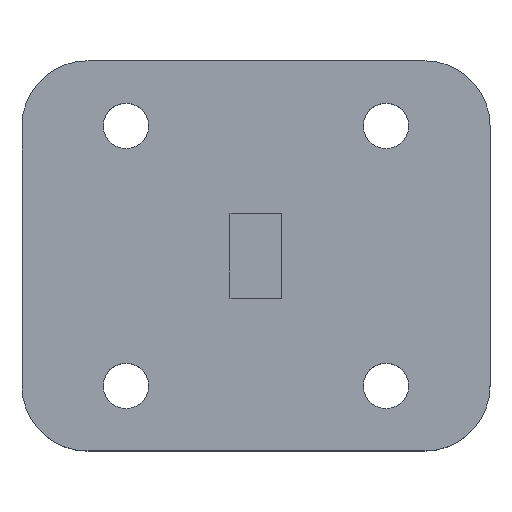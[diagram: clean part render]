
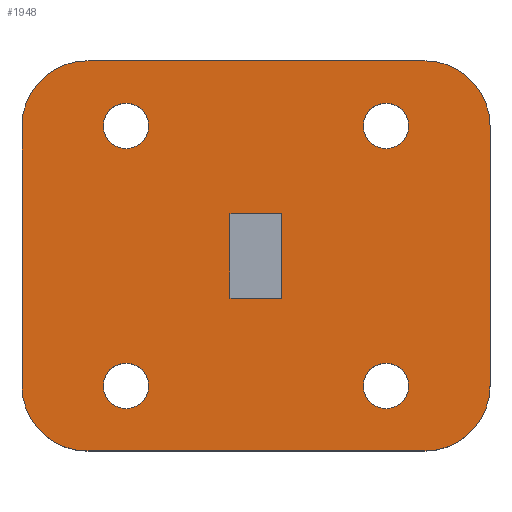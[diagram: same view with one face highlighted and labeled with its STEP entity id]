
A CAD part, top view. The second image highlights one B-rep face of the part: STEP entity #1948.
In plain terms, the highlighted planar face has unit normal (0, 0, 1).
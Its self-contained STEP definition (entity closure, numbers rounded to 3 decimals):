
#97=FACE_BOUND('',#376,.T.);
#98=FACE_BOUND('',#377,.T.);
#99=FACE_BOUND('',#378,.T.);
#100=FACE_BOUND('',#379,.T.);
#101=FACE_BOUND('',#380,.T.);
#132=CIRCLE('',#2099,5.);
#133=CIRCLE('',#2100,5.);
#134=CIRCLE('',#2101,5.);
#135=CIRCLE('',#2102,5.);
#136=CIRCLE('',#2103,1.75);
#137=CIRCLE('',#2104,1.75);
#138=CIRCLE('',#2105,1.75);
#139=CIRCLE('',#2106,1.75);
#245=FACE_OUTER_BOUND('',#375,.T.);
#375=EDGE_LOOP('',(#1429,#1430,#1431,#1432,#1433,#1434,#1435,#1436));
#376=EDGE_LOOP('',(#1437,#1438,#1439,#1440));
#377=EDGE_LOOP('',(#1441));
#378=EDGE_LOOP('',(#1442));
#379=EDGE_LOOP('',(#1443));
#380=EDGE_LOOP('',(#1444));
#494=LINE('',#2959,#659);
#570=LINE('',#3141,#735);
#576=LINE('',#3165,#741);
#577=LINE('',#3171,#742);
#578=LINE('',#3175,#743);
#579=LINE('',#3179,#744);
#580=LINE('',#3182,#745);
#581=LINE('',#3183,#746);
#659=VECTOR('',#2312,10.);
#735=VECTOR('',#2426,10.);
#741=VECTOR('',#2454,10.);
#742=VECTOR('',#2459,10.);
#743=VECTOR('',#2462,10.);
#744=VECTOR('',#2465,10.);
#745=VECTOR('',#2468,10.);
#746=VECTOR('',#2469,10.);
#824=VERTEX_POINT('',#2956);
#825=VERTEX_POINT('',#2958);
#911=VERTEX_POINT('',#3138);
#912=VERTEX_POINT('',#3140);
#920=VERTEX_POINT('',#3167);
#921=VERTEX_POINT('',#3168);
#922=VERTEX_POINT('',#3170);
#923=VERTEX_POINT('',#3172);
#924=VERTEX_POINT('',#3174);
#925=VERTEX_POINT('',#3176);
#926=VERTEX_POINT('',#3178);
#927=VERTEX_POINT('',#3180);
#928=VERTEX_POINT('',#3184);
#929=VERTEX_POINT('',#3186);
#930=VERTEX_POINT('',#3188);
#931=VERTEX_POINT('',#3190);
#1018=EDGE_CURVE('',#825,#824,#494,.T.);
#1109=EDGE_CURVE('',#912,#911,#570,.T.);
#1122=EDGE_CURVE('',#911,#825,#576,.T.);
#1123=EDGE_CURVE('',#920,#921,#132,.T.);
#1124=EDGE_CURVE('',#921,#922,#577,.T.);
#1125=EDGE_CURVE('',#922,#923,#133,.T.);
#1126=EDGE_CURVE('',#923,#924,#578,.T.);
#1127=EDGE_CURVE('',#924,#925,#134,.T.);
#1128=EDGE_CURVE('',#925,#926,#579,.T.);
#1129=EDGE_CURVE('',#926,#927,#135,.T.);
#1130=EDGE_CURVE('',#927,#920,#580,.T.);
#1131=EDGE_CURVE('',#824,#912,#581,.T.);
#1132=EDGE_CURVE('',#928,#928,#136,.T.);
#1133=EDGE_CURVE('',#929,#929,#137,.T.);
#1134=EDGE_CURVE('',#930,#930,#138,.T.);
#1135=EDGE_CURVE('',#931,#931,#139,.T.);
#1429=ORIENTED_EDGE('',*,*,#1123,.T.);
#1430=ORIENTED_EDGE('',*,*,#1124,.T.);
#1431=ORIENTED_EDGE('',*,*,#1125,.T.);
#1432=ORIENTED_EDGE('',*,*,#1126,.T.);
#1433=ORIENTED_EDGE('',*,*,#1127,.T.);
#1434=ORIENTED_EDGE('',*,*,#1128,.T.);
#1435=ORIENTED_EDGE('',*,*,#1129,.T.);
#1436=ORIENTED_EDGE('',*,*,#1130,.T.);
#1437=ORIENTED_EDGE('',*,*,#1131,.T.);
#1438=ORIENTED_EDGE('',*,*,#1109,.T.);
#1439=ORIENTED_EDGE('',*,*,#1122,.T.);
#1440=ORIENTED_EDGE('',*,*,#1018,.T.);
#1441=ORIENTED_EDGE('',*,*,#1132,.T.);
#1442=ORIENTED_EDGE('',*,*,#1133,.T.);
#1443=ORIENTED_EDGE('',*,*,#1134,.T.);
#1444=ORIENTED_EDGE('',*,*,#1135,.T.);
#1897=PLANE('',#2098);
#1948=ADVANCED_FACE('',(#245,#97,#98,#99,#100,#101),#1897,.T.);
#2098=AXIS2_PLACEMENT_3D('',#3166,#2455,#2456);
#2099=AXIS2_PLACEMENT_3D('',#3169,#2457,#2458);
#2100=AXIS2_PLACEMENT_3D('',#3173,#2460,#2461);
#2101=AXIS2_PLACEMENT_3D('',#3177,#2463,#2464);
#2102=AXIS2_PLACEMENT_3D('',#3181,#2466,#2467);
#2103=AXIS2_PLACEMENT_3D('',#3185,#2470,#2471);
#2104=AXIS2_PLACEMENT_3D('',#3187,#2472,#2473);
#2105=AXIS2_PLACEMENT_3D('',#3189,#2474,#2475);
#2106=AXIS2_PLACEMENT_3D('',#3191,#2476,#2477);
#2312=DIRECTION('',(-1.,0.,0.));
#2426=DIRECTION('',(1.,0.,0.));
#2454=DIRECTION('',(0.,-1.,0.));
#2455=DIRECTION('center_axis',(0.,0.,1.));
#2456=DIRECTION('ref_axis',(1.,0.,0.));
#2457=DIRECTION('center_axis',(0.,0.,1.));
#2458=DIRECTION('ref_axis',(0.707,-0.707,0.));
#2459=DIRECTION('',(0.,1.,0.));
#2460=DIRECTION('center_axis',(0.,0.,1.));
#2461=DIRECTION('ref_axis',(0.707,0.707,0.));
#2462=DIRECTION('',(-1.,0.,0.));
#2463=DIRECTION('center_axis',(0.,0.,1.));
#2464=DIRECTION('ref_axis',(-0.707,0.707,0.));
#2465=DIRECTION('',(0.,-1.,0.));
#2466=DIRECTION('center_axis',(0.,0.,1.));
#2467=DIRECTION('ref_axis',(-0.707,-0.707,0.));
#2468=DIRECTION('',(1.,0.,0.));
#2469=DIRECTION('',(0.,1.,0.));
#2470=DIRECTION('center_axis',(0.,0.,-1.));
#2471=DIRECTION('ref_axis',(1.,0.,0.));
#2472=DIRECTION('center_axis',(0.,0.,-1.));
#2473=DIRECTION('ref_axis',(1.,0.,0.));
#2474=DIRECTION('center_axis',(0.,0.,-1.));
#2475=DIRECTION('ref_axis',(1.,0.,0.));
#2476=DIRECTION('center_axis',(0.,0.,-1.));
#2477=DIRECTION('ref_axis',(1.,0.,0.));
#2956=CARTESIAN_POINT('',(-29.392,0.76,5.));
#2958=CARTESIAN_POINT('',(-25.392,0.76,5.));
#2959=CARTESIAN_POINT('',(-27.392,0.76,5.));
#3138=CARTESIAN_POINT('',(-25.392,7.26,5.));
#3140=CARTESIAN_POINT('',(-29.392,7.26,5.));
#3141=CARTESIAN_POINT('',(-27.392,7.26,5.));
#3165=CARTESIAN_POINT('',(-25.392,5.51,5.));
#3166=CARTESIAN_POINT('Origin',(-27.392,4.01,5.));
#3167=CARTESIAN_POINT('',(-14.392,-10.99,5.));
#3168=CARTESIAN_POINT('',(-9.392,-5.99,5.));
#3169=CARTESIAN_POINT('Origin',(-14.392,-5.99,5.));
#3170=CARTESIAN_POINT('',(-9.392,14.01,5.));
#3171=CARTESIAN_POINT('',(-9.392,-3.49,5.));
#3172=CARTESIAN_POINT('',(-14.392,19.01,5.));
#3173=CARTESIAN_POINT('Origin',(-14.392,14.01,5.));
#3174=CARTESIAN_POINT('',(-40.392,19.01,5.));
#3175=CARTESIAN_POINT('',(-18.392,19.01,5.));
#3176=CARTESIAN_POINT('',(-45.392,14.01,5.));
#3177=CARTESIAN_POINT('Origin',(-40.392,14.01,5.));
#3178=CARTESIAN_POINT('',(-45.392,-5.99,5.));
#3179=CARTESIAN_POINT('',(-45.392,11.51,5.));
#3180=CARTESIAN_POINT('',(-40.392,-10.99,5.));
#3181=CARTESIAN_POINT('Origin',(-40.392,-5.99,5.));
#3182=CARTESIAN_POINT('',(-36.392,-10.99,5.));
#3183=CARTESIAN_POINT('',(-29.392,5.635,5.));
#3184=CARTESIAN_POINT('',(-19.142,14.01,5.));
#3185=CARTESIAN_POINT('Origin',(-17.392,14.01,5.));
#3186=CARTESIAN_POINT('',(-19.142,-5.99,5.));
#3187=CARTESIAN_POINT('Origin',(-17.392,-5.99,5.));
#3188=CARTESIAN_POINT('',(-39.142,14.01,5.));
#3189=CARTESIAN_POINT('Origin',(-37.392,14.01,5.));
#3190=CARTESIAN_POINT('',(-39.142,-5.99,5.));
#3191=CARTESIAN_POINT('Origin',(-37.392,-5.99,5.));
